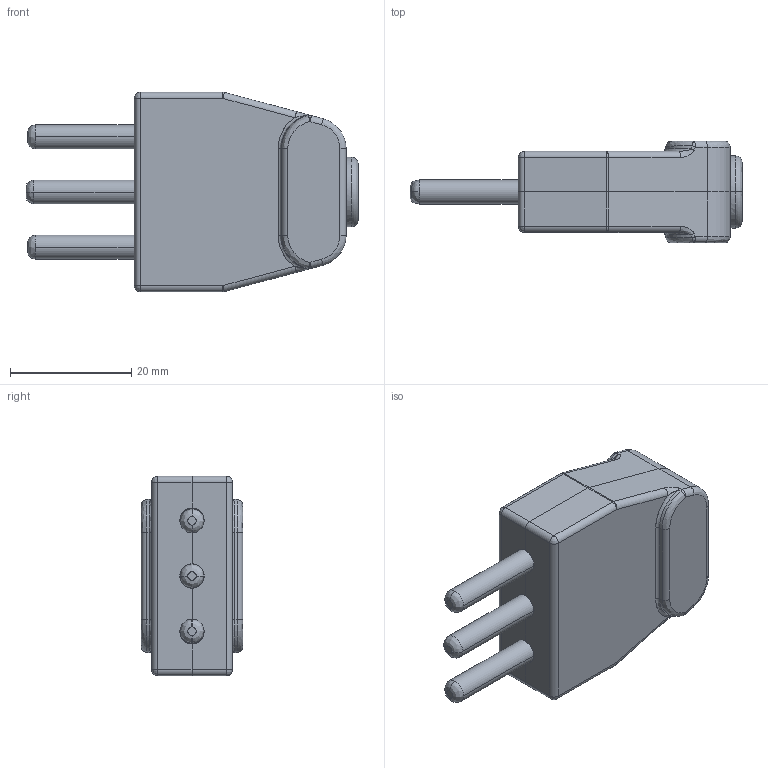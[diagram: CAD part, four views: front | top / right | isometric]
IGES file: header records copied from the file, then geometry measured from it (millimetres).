
Start section: SolidWorks IGES file using analytic representation for surfaces
Global section: file name: 88010772.IGS; native system: SolidWorks 2013; preprocessor: SolidWorks 2013; author: jmiller; date: 130731.162856; units: inch
Bounding box: 54.74 x 16.76 x 32.89 mm (x, y, z)
Surface area: 9514.9 mm2 (no closed solid volume)
Topology: 0 solids, 0 shells, 187 faces, 2234 edges, 2228 vertices
Faces by surface type: bspline 101, revolution 86
